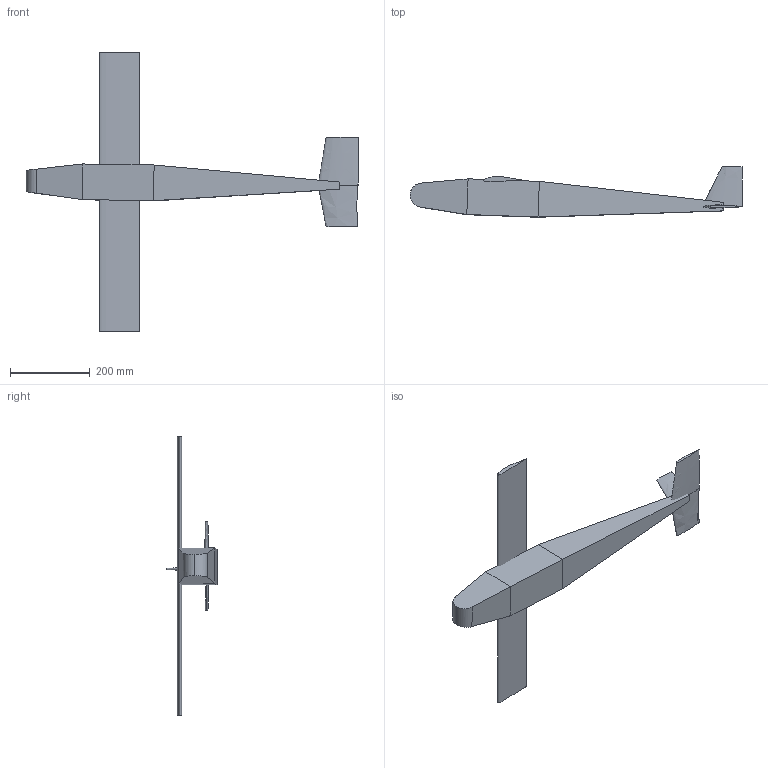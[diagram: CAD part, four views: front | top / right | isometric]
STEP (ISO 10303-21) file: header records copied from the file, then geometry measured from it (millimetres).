
FILE_DESCRIPTION(/* description */ (''),/* implementation_level */ '2;1');
FILE_NAME(/* name */ 'Conventional Configuration.step',/* time_stamp */ '2021-06-25T21:43:40+05:00',/* author */ (''),/* organization */ (''),/* preprocessor_version */ 'ST-DEVELOPER v18.1',/* originating_system */ 'Autodesk Translation Framework v10.6.0.1341',/* authorisation */ '');
FILE_SCHEMA (('AUTOMOTIVE_DESIGN { 1 0 10303 214 3 1 1 }'));
Length unit declared in the file: centimetre
Products named in the file (3): Fuselage; Rectangular Wing; Conventional Tail
Assembly tree (2 placements, depth 2):
  Fuselage
    Rectangular Wing
    Conventional Tail
Bounding box: 833.33 x 126.84 x 700 mm (x, y, z)
Volume: 4388602.3 mm3; surface area: 408350 mm2
Topology: 3 solids, 3 shells, 31 faces, 59 edges, 34 vertices
Faces by surface type: plane 23, bspline 6, cylinder 2
Entity records: 8049 total; most frequent: CARTESIAN_POINT 7406, ORIENTED_EDGE 118, DIRECTION 106, EDGE_CURVE 59, LINE 38, VECTOR 38, VERTEX_POINT 34, AXIS2_PLACEMENT_3D 34
